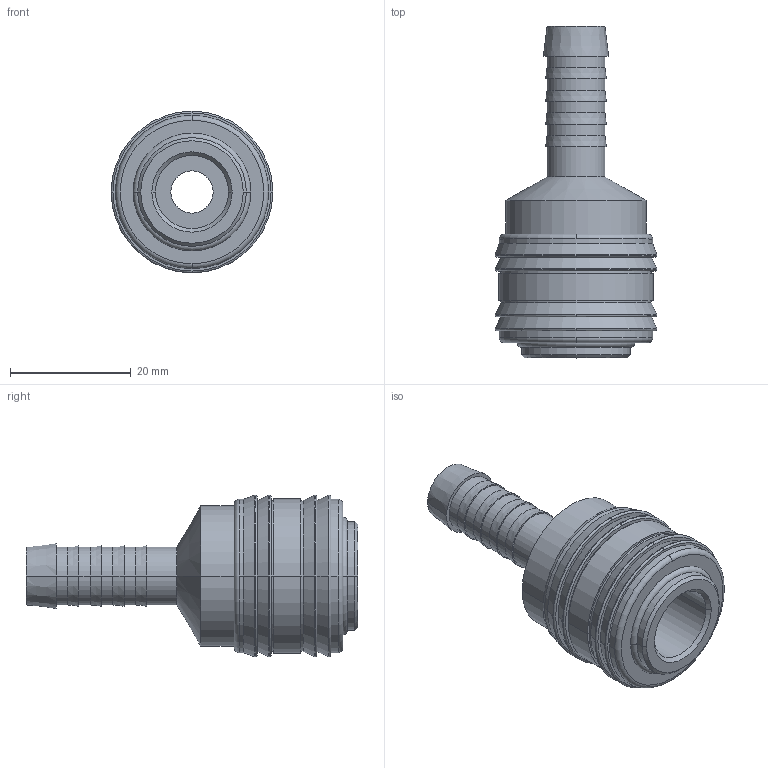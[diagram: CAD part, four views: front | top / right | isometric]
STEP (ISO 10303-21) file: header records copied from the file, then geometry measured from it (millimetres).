
FILE_DESCRIPTION(('STEP AP214'),'1');
FILE_NAME('esn_8_tab.stp','2020-03-05T08:44:04',('TraceParts'),('TraceParts S.A.'),'Spatial InterOp 3D',' ',' ');
FILE_SCHEMA(('automotive_design'));
Length unit declared in the file: millimetre
Products named in the file (1): 1
Bounding box: 26.8 x 55 x 26.8 mm (x, y, z)
Volume: 11437 mm3; surface area: 5609.4 mm2
Topology: 1 solids, 1 shells, 90 faces, 199 edges, 125 vertices
Faces by surface type: cylinder 28, cone 24, torus 22, plane 16
Entity records: 3286 total; most frequent: DIRECTION 528, CARTESIAN_POINT 415, ORIENTED_EDGE 398, AXIS2_PLACEMENT_3D 238, EDGE_CURVE 199, CIRCLE 147, VERTEX_POINT 125, EDGE_LOOP 106
